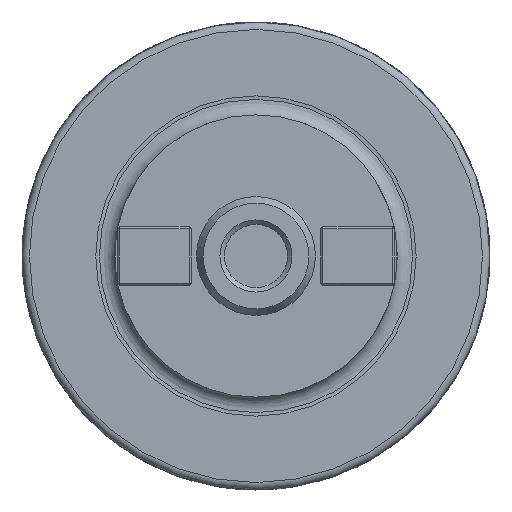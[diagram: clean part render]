
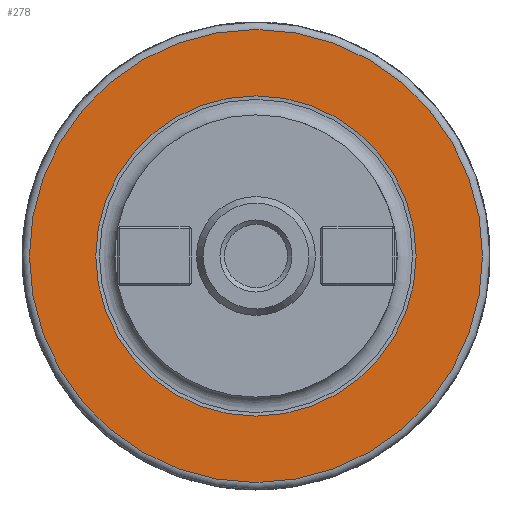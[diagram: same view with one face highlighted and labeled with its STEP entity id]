
A CAD part, left-side view. The second image highlights one B-rep face of the part: STEP entity #278.
In plain terms, the highlighted planar face has unit normal (-1, 0, 0).
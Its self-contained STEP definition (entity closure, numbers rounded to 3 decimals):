
#187=FACE_BOUND('',#581,.T.);
#188=FACE_BOUND('',#582,.T.);
#278=ADVANCED_FACE('',(#187,#188),#356,.F.);
#356=PLANE('',#2147);
#581=EDGE_LOOP('',(#1299));
#582=EDGE_LOOP('',(#1300));
#1299=ORIENTED_EDGE('',*,*,#1869,.T.);
#1300=ORIENTED_EDGE('',*,*,#1870,.F.);
#1633=VERTEX_POINT('',#3580);
#1634=VERTEX_POINT('',#3583);
#1869=EDGE_CURVE('',#1633,#1633,#1999,.T.);
#1870=EDGE_CURVE('',#1634,#1634,#2000,.T.);
#1999=CIRCLE('',#2144,30.495);
#2000=CIRCLE('',#2146,21.559);
#2144=AXIS2_PLACEMENT_3D('',#3579,#2557,#2558);
#2146=AXIS2_PLACEMENT_3D('',#3582,#2561,#2562);
#2147=AXIS2_PLACEMENT_3D('',#3584,#2563,#2564);
#2557=DIRECTION('',(-1.,0.,0.));
#2558=DIRECTION('',(0.,0.,-1.));
#2561=DIRECTION('',(-1.,0.,0.));
#2562=DIRECTION('',(0.,0.,-1.));
#2563=DIRECTION('',(1.,0.,0.));
#2564=DIRECTION('',(0.,0.,-1.));
#3579=CARTESIAN_POINT('',(90.,0.,0.));
#3580=CARTESIAN_POINT('',(90.,0.,-30.495));
#3582=CARTESIAN_POINT('',(90.,0.,0.));
#3583=CARTESIAN_POINT('',(90.,0.,-21.559));
#3584=CARTESIAN_POINT('',(90.,21.559,0.));
